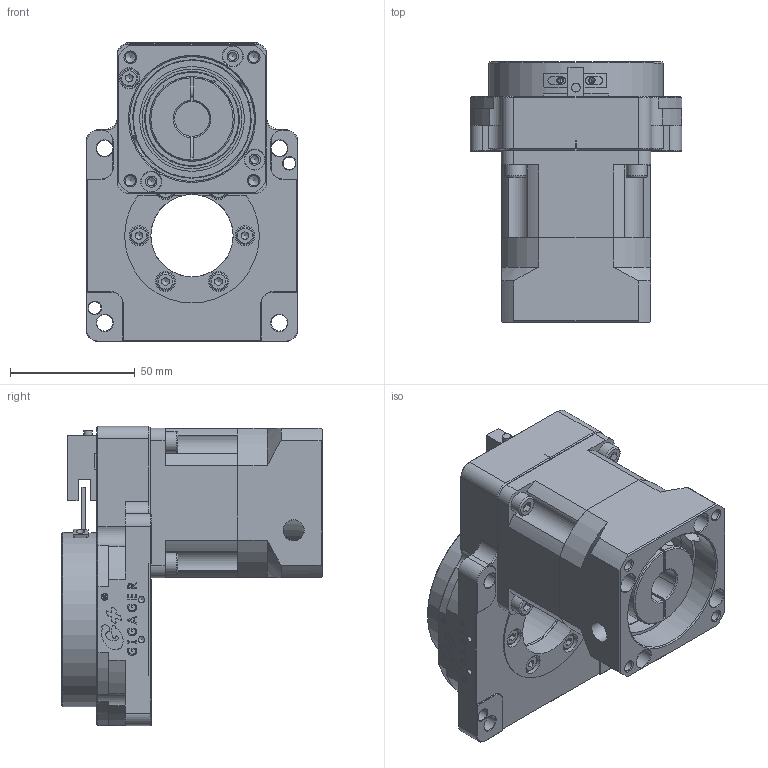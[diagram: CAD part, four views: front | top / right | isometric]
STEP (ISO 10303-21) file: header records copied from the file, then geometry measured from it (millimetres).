
FILE_DESCRIPTION (( 'STEP AP203' ), '1' );
FILE_NAME ('GSG85M-30K-SV2.step', '2021-06-01T02:15:35', ( 'Microsoft' ), ( 'Microsoft' ), 'SwSTEP 2.0', 'SolidWorks 2019', '' );
FILE_SCHEMA (( 'CONFIG_CONTROL_DESIGN' ));
Length unit declared in the file: millimetre
Products named in the file (1): GSG85M-30K-SV2
Bounding box: 85 x 104.5 x 120 mm (x, y, z)
Volume: 331068.6 mm3; surface area: 124137.3 mm2
Topology: 23 solids, 23 shells, 999 faces, 2439 edges, 1548 vertices
Faces by surface type: plane 493, cylinder 224, cone 154, bspline 109, torus 19
Full cylindrical faces by diameter (mm): 2.05 x2, 2.5 x8, 3.3 x16, 3.5 x1, 4 x11, 4.2 x9, 4.5 x10, 5 x9, 5.27 x1, 5.5 x1, 5.8 x4, 6.5 x4, 7 x7, 8 x10, 8.5 x7, 14 x1, 16.493 x1, 19 x1, 20 x3, 24 x1, 25 x2, 28.6 x1, 32 x3, 33 x2, 34 x1, 37 x1, 38 x1, 40 x1, 42 x1, 43.977 x1
Entity records: 32604 total; most frequent: CARTESIAN_POINT 11163, DIRECTION 4188, ORIENTED_EDGE 4110, EDGE_CURVE 2055, AXIS2_PLACEMENT_3D 1533, VERTEX_POINT 1445, EDGE_LOOP 1412, FACE_OUTER_BOUND 1159
